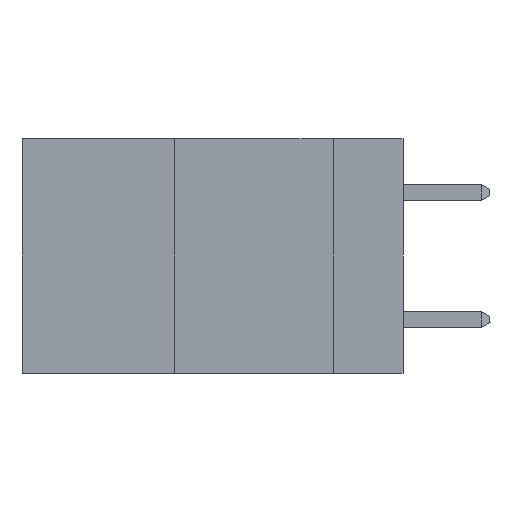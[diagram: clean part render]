
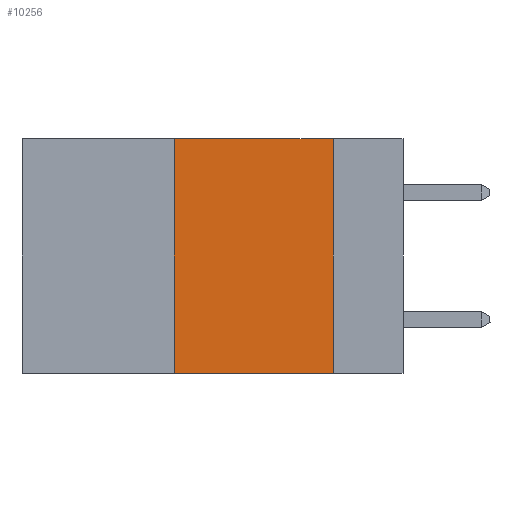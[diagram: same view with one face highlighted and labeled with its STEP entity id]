
A CAD part, left-side view. The second image highlights one B-rep face of the part: STEP entity #10256.
In plain terms, the highlighted planar face has unit normal (-1, 0, 0).
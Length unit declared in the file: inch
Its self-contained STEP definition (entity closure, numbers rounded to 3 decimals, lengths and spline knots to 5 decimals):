
#1556 = CARTESIAN_POINT ( 'NONE',  ( 0., 0.36, -0.37 ) ) ;
#1768 = ORIENTED_EDGE ( 'NONE', *, *, #14541, .F. ) ;
#1807 = CARTESIAN_POINT ( 'NONE',  ( 0., 0.11, 0. ) ) ;
#2290 = DIRECTION ( 'NONE',  ( 1., 0., 0. ) ) ;
#3053 = VECTOR ( 'NONE', #20887, 39.37008 ) ;
#3112 = CARTESIAN_POINT ( 'NONE',  ( 0., 0.36, 0. ) ) ;
#3429 = LINE ( 'NONE', #21201, #3053 ) ;
#3832 = VERTEX_POINT ( 'NONE', #30735 ) ;
#3850 = CARTESIAN_POINT ( 'NONE',  ( 0., 0.6, 0. ) ) ;
#4037 = VECTOR ( 'NONE', #21354, 39.37008 ) ;
#4422 = VERTEX_POINT ( 'NONE', #1556 ) ;
#8238 = VECTOR ( 'NONE', #16292, 39.37008 ) ;
#8539 = EDGE_CURVE ( 'NONE', #4422, #3832, #24350, .T. ) ;
#8798 = DIRECTION ( 'NONE',  ( 0., -1., 0. ) ) ;
#9030 = LINE ( 'NONE', #1807, #8238 ) ;
#9445 = CARTESIAN_POINT ( 'NONE',  ( 0., 0.6, 0. ) ) ;
#10021 = EDGE_LOOP ( 'NONE', ( #1768, #11675, #14652, #13799 ) ) ;
#10256 = ADVANCED_FACE ( 'NONE', ( #22290 ), #21452, .F. ) ;
#10997 = LINE ( 'NONE', #3850, #23086 ) ;
#11675 = ORIENTED_EDGE ( 'NONE', *, *, #27804, .F. ) ;
#13799 = ORIENTED_EDGE ( 'NONE', *, *, #8539, .T. ) ;
#14541 = EDGE_CURVE ( 'NONE', #25772, #3832, #9030, .T. ) ;
#14652 = ORIENTED_EDGE ( 'NONE', *, *, #28397, .F. ) ;
#15681 = VERTEX_POINT ( 'NONE', #3112 ) ;
#16292 = DIRECTION ( 'NONE',  ( 0., 0., -1. ) ) ;
#17560 = CARTESIAN_POINT ( 'NONE',  ( 0., 0.6, -0.37 ) ) ;
#20887 = DIRECTION ( 'NONE',  ( 0., 0., 1. ) ) ;
#21201 = CARTESIAN_POINT ( 'NONE',  ( 0., 0.36, 0. ) ) ;
#21354 = DIRECTION ( 'NONE',  ( 0., -1., 0. ) ) ;
#21452 = PLANE ( 'NONE',  #24274 ) ;
#22290 = FACE_OUTER_BOUND ( 'NONE', #10021, .T. ) ;
#23086 = VECTOR ( 'NONE', #8798, 39.37008 ) ;
#24274 = AXIS2_PLACEMENT_3D ( 'NONE', #9445, #2290, #26279 ) ;
#24350 = LINE ( 'NONE', #17560, #4037 ) ;
#25772 = VERTEX_POINT ( 'NONE', #26994 ) ;
#26279 = DIRECTION ( 'NONE',  ( 0., 0., -1. ) ) ;
#26994 = CARTESIAN_POINT ( 'NONE',  ( 0., 0.11, 0. ) ) ;
#27804 = EDGE_CURVE ( 'NONE', #15681, #25772, #10997, .T. ) ;
#28397 = EDGE_CURVE ( 'NONE', #4422, #15681, #3429, .T. ) ;
#30735 = CARTESIAN_POINT ( 'NONE',  ( 0., 0.11, -0.37 ) ) ;
